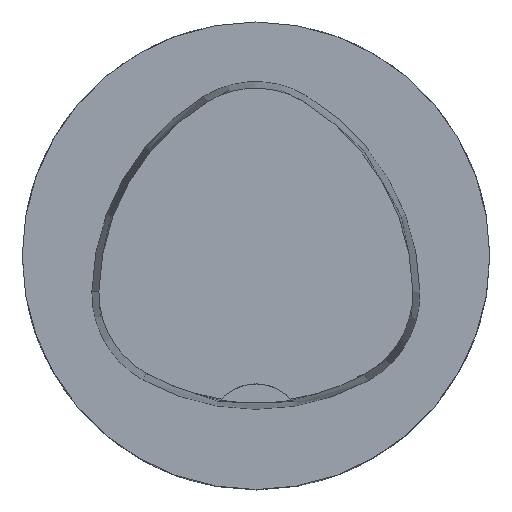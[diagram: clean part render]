
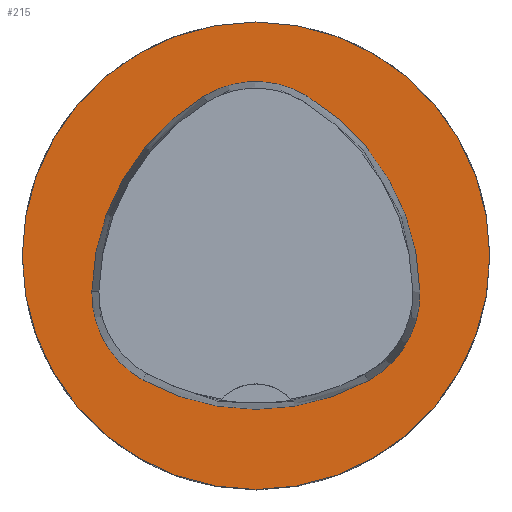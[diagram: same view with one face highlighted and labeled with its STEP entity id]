
A CAD part, top view. The second image highlights one B-rep face of the part: STEP entity #215.
In plain terms, the highlighted planar face has unit normal (0, 0, 1).
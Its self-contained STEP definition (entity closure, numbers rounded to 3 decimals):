
#215=ADVANCED_FACE('',(#415,#416),#259,.T.);
#259=PLANE('',#1200);
#415=FACE_BOUND('',#462,.T.);
#416=FACE_BOUND('',#463,.T.);
#462=EDGE_LOOP('',(#655,#656,#657,#658,#659,#660));
#463=EDGE_LOOP('',(#661));
#655=ORIENTED_EDGE('',*,*,#963,.T.);
#656=ORIENTED_EDGE('',*,*,#943,.T.);
#657=ORIENTED_EDGE('',*,*,#947,.T.);
#658=ORIENTED_EDGE('',*,*,#950,.T.);
#659=ORIENTED_EDGE('',*,*,#953,.T.);
#660=ORIENTED_EDGE('',*,*,#961,.T.);
#661=ORIENTED_EDGE('',*,*,#966,.F.);
#831=VERTEX_POINT('',#1836);
#832=VERTEX_POINT('',#1837);
#835=VERTEX_POINT('',#1845);
#837=VERTEX_POINT('',#1851);
#839=VERTEX_POINT('',#1857);
#846=VERTEX_POINT('',#1878);
#847=VERTEX_POINT('',#1888);
#943=EDGE_CURVE('',#831,#832,#1027,.T.);
#947=EDGE_CURVE('',#832,#835,#1029,.T.);
#950=EDGE_CURVE('',#835,#837,#1031,.T.);
#953=EDGE_CURVE('',#837,#839,#1033,.T.);
#961=EDGE_CURVE('',#839,#846,#1037,.T.);
#963=EDGE_CURVE('',#846,#831,#1039,.T.);
#966=EDGE_CURVE('',#847,#847,#1042,.T.);
#1027=CIRCLE('',#1177,20.);
#1029=CIRCLE('',#1180,8.5);
#1031=CIRCLE('',#1183,20.);
#1033=CIRCLE('',#1186,8.5);
#1037=CIRCLE('',#1191,20.);
#1039=CIRCLE('',#1194,8.5);
#1042=CIRCLE('',#1199,20.);
#1177=AXIS2_PLACEMENT_3D('',#1835,#1391,#1392);
#1180=AXIS2_PLACEMENT_3D('',#1844,#1399,#1400);
#1183=AXIS2_PLACEMENT_3D('',#1850,#1406,#1407);
#1186=AXIS2_PLACEMENT_3D('',#1856,#1413,#1414);
#1191=AXIS2_PLACEMENT_3D('',#1879,#1425,#1426);
#1194=AXIS2_PLACEMENT_3D('',#1882,#1431,#1432);
#1199=AXIS2_PLACEMENT_3D('',#1887,#1441,#1442);
#1200=AXIS2_PLACEMENT_3D('',#1889,#1443,#1444);
#1391=DIRECTION('',(0.,0.,-1.));
#1392=DIRECTION('',(-1.,0.,0.));
#1399=DIRECTION('',(0.,0.,-1.));
#1400=DIRECTION('',(-1.,0.,0.));
#1406=DIRECTION('',(0.,0.,-1.));
#1407=DIRECTION('',(-1.,0.,0.));
#1413=DIRECTION('',(0.,0.,-1.));
#1414=DIRECTION('',(-1.,0.,0.));
#1425=DIRECTION('',(0.,0.,-1.));
#1426=DIRECTION('',(-1.,0.,0.));
#1431=DIRECTION('',(0.,0.,-1.));
#1432=DIRECTION('',(-1.,0.,0.));
#1441=DIRECTION('',(0.,0.,-1.));
#1442=DIRECTION('',(-1.,0.,0.));
#1443=DIRECTION('',(0.,0.,1.));
#1444=DIRECTION('',(1.,0.,0.));
#1835=CARTESIAN_POINT('',(5.955,-3.414,0.));
#1836=CARTESIAN_POINT('',(-14.041,-3.042,0.));
#1837=CARTESIAN_POINT('',(-4.472,13.653,0.));
#1844=CARTESIAN_POINT('',(-0.04,6.4,0.));
#1845=CARTESIAN_POINT('',(4.347,13.68,0.));
#1850=CARTESIAN_POINT('',(-5.976,-3.45,0.));
#1851=CARTESIAN_POINT('',(14.021,-3.075,0.));
#1856=CARTESIAN_POINT('',(5.522,-3.235,0.));
#1857=CARTESIAN_POINT('',(9.588,-10.699,0.));
#1878=CARTESIAN_POINT('',(-9.655,-10.639,0.));
#1879=CARTESIAN_POINT('',(0.022,6.864,0.));
#1882=CARTESIAN_POINT('',(-5.543,-3.2,0.));
#1887=CARTESIAN_POINT('',(0.,0.,
0.));
#1888=CARTESIAN_POINT('',(-20.,0.,0.));
#1889=CARTESIAN_POINT('',(0.,0.,
0.));
